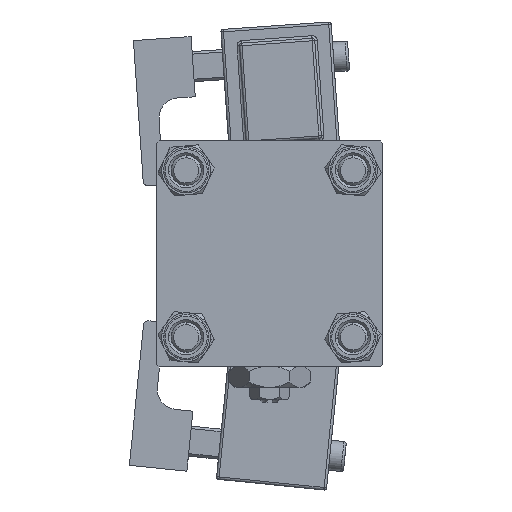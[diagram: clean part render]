
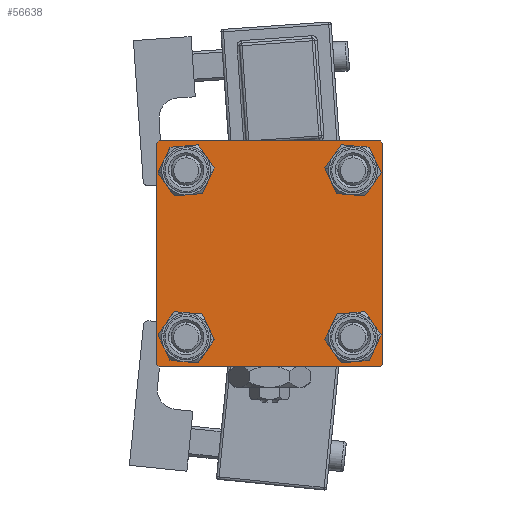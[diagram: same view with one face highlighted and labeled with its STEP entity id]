
A CAD part, left-side view. The second image highlights one B-rep face of the part: STEP entity #56638.
In plain terms, the highlighted planar face has unit normal (-1, 0, 0).
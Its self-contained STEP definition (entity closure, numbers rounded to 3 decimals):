
#150 = LINE ( 'NONE', #33459, #15330 ) ;
#1770 = CARTESIAN_POINT ( 'NONE',  ( 0., 16.6, 16.6 ) ) ;
#2060 = EDGE_CURVE ( 'NONE', #30036, #25729, #40339, .T. ) ;
#2325 = EDGE_CURVE ( 'NONE', #44420, #45700, #63402, .T. ) ;
#2820 = DIRECTION ( 'NONE',  ( 0., 0., 1. ) ) ;
#2888 = CARTESIAN_POINT ( 'NONE',  ( 0., 22.5, -22. ) ) ;
#3162 = PLANE ( 'NONE',  #9447 ) ;
#3759 = CIRCLE ( 'NONE', #51255, 3.5 ) ;
#4274 = AXIS2_PLACEMENT_3D ( 'NONE', #34012, #8814, #28529 ) ;
#5023 = DIRECTION ( 'NONE',  ( 0., 0., 1. ) ) ;
#6016 = EDGE_CURVE ( 'NONE', #7072, #44510, #31563, .T. ) ;
#7072 = VERTEX_POINT ( 'NONE', #57748 ) ;
#7653 = VECTOR ( 'NONE', #60053, 1000. ) ;
#8670 = FACE_OUTER_BOUND ( 'NONE', #26162, .T. ) ;
#8814 = DIRECTION ( 'NONE',  ( 1., 0., 0. ) ) ;
#9414 = CARTESIAN_POINT ( 'NONE',  ( 0., -22.5, 22.5 ) ) ;
#9429 = VERTEX_POINT ( 'NONE', #17847 ) ;
#9447 = AXIS2_PLACEMENT_3D ( 'NONE', #13192, #28387, #42604 ) ;
#10743 = CIRCLE ( 'NONE', #54122, 3.5 ) ;
#10989 = DIRECTION ( 'NONE',  ( 0., 0., -1. ) ) ;
#11166 = CARTESIAN_POINT ( 'NONE',  ( 0., 16.6, 16.6 ) ) ;
#11269 = VERTEX_POINT ( 'NONE', #60680 ) ;
#11283 = EDGE_CURVE ( 'NONE', #29360, #21270, #3759, .T. ) ;
#11692 = EDGE_CURVE ( 'NONE', #28859, #51351, #15857, .T. ) ;
#11907 = CARTESIAN_POINT ( 'NONE',  ( 0., -16.6, 13.1 ) ) ;
#13152 = VERTEX_POINT ( 'NONE', #2888 ) ;
#13166 = DIRECTION ( 'NONE',  ( 1., 0., 0. ) ) ;
#13192 = CARTESIAN_POINT ( 'NONE',  ( 0., 0., 0. ) ) ;
#13721 = EDGE_CURVE ( 'NONE', #45700, #44420, #59618, .T. ) ;
#14161 = AXIS2_PLACEMENT_3D ( 'NONE', #1770, #61896, #17313 ) ;
#14178 = CARTESIAN_POINT ( 'NONE',  ( 0., 22.25, -22.25 ) ) ;
#15090 = ORIENTED_EDGE ( 'NONE', *, *, #44538, .T. ) ;
#15330 = VECTOR ( 'NONE', #38964, 1000. ) ;
#15352 = ORIENTED_EDGE ( 'NONE', *, *, #17200, .T. ) ;
#15857 = LINE ( 'NONE', #17143, #41057 ) ;
#16101 = CARTESIAN_POINT ( 'NONE',  ( 0., 22.5, -22.5 ) ) ;
#16108 = CARTESIAN_POINT ( 'NONE',  ( 0., -16.6, 16.6 ) ) ;
#17143 = CARTESIAN_POINT ( 'NONE',  ( 0., 22.5, 22.5 ) ) ;
#17200 = EDGE_CURVE ( 'NONE', #25729, #42055, #150, .T. ) ;
#17313 = DIRECTION ( 'NONE',  ( 0., 0., 1. ) ) ;
#17847 = CARTESIAN_POINT ( 'NONE',  ( 0., -22.5, 22. ) ) ;
#17980 = CARTESIAN_POINT ( 'NONE',  ( 0., 16.6, 20.1 ) ) ;
#18837 = EDGE_CURVE ( 'NONE', #11269, #55797, #48432, .T. ) ;
#20627 = CARTESIAN_POINT ( 'NONE',  ( 0., 22.25, 22.25 ) ) ;
#20739 = ORIENTED_EDGE ( 'NONE', *, *, #59588, .T. ) ;
#21270 = VERTEX_POINT ( 'NONE', #37868 ) ;
#21901 = ORIENTED_EDGE ( 'NONE', *, *, #22520, .T. ) ;
#21975 = DIRECTION ( 'NONE',  ( 0., -1., 0. ) ) ;
#22149 = CARTESIAN_POINT ( 'NONE',  ( 0., -22., 22.5 ) ) ;
#22520 = EDGE_CURVE ( 'NONE', #28859, #33950, #46454, .T. ) ;
#22671 = ORIENTED_EDGE ( 'NONE', *, *, #2060, .T. ) ;
#22788 = ORIENTED_EDGE ( 'NONE', *, *, #11283, .T. ) ;
#22837 = CIRCLE ( 'NONE', #4274, 3.5 ) ;
#23224 = FACE_BOUND ( 'NONE', #34053, .T. ) ;
#23250 = DIRECTION ( 'NONE',  ( 1., 0., 0. ) ) ;
#23551 = FACE_BOUND ( 'NONE', #60135, .T. ) ;
#24801 = ORIENTED_EDGE ( 'NONE', *, *, #48090, .F. ) ;
#25729 = VERTEX_POINT ( 'NONE', #36785 ) ;
#26162 = EDGE_LOOP ( 'NONE', ( #30447, #29884, #22671, #15352, #24801, #20739, #51958, #21901 ) ) ;
#27229 = EDGE_CURVE ( 'NONE', #13152, #30036, #29688, .T. ) ;
#27687 = CIRCLE ( 'NONE', #33869, 3.5 ) ;
#27775 = CARTESIAN_POINT ( 'NONE',  ( 0., 16.6, -16.6 ) ) ;
#28264 = CARTESIAN_POINT ( 'NONE',  ( 0., -22.5, -22. ) ) ;
#28387 = DIRECTION ( 'NONE',  ( -1., 0., 0. ) ) ;
#28529 = DIRECTION ( 'NONE',  ( 0., 0., 1. ) ) ;
#28696 = EDGE_LOOP ( 'NONE', ( #54514, #42004 ) ) ;
#28859 = VERTEX_POINT ( 'NONE', #48217 ) ;
#28873 = ORIENTED_EDGE ( 'NONE', *, *, #6016, .T. ) ;
#29360 = VERTEX_POINT ( 'NONE', #53274 ) ;
#29688 = LINE ( 'NONE', #14178, #32107 ) ;
#29884 = ORIENTED_EDGE ( 'NONE', *, *, #27229, .T. ) ;
#30036 = VERTEX_POINT ( 'NONE', #60118 ) ;
#30447 = ORIENTED_EDGE ( 'NONE', *, *, #33313, .T. ) ;
#30641 = DIRECTION ( 'NONE',  ( 0., 0.707, -0.707 ) ) ;
#30943 = CARTESIAN_POINT ( 'NONE',  ( 0., -16.6, -16.6 ) ) ;
#31134 = EDGE_CURVE ( 'NONE', #55797, #11269, #10743, .T. ) ;
#31563 = CIRCLE ( 'NONE', #54256, 3.5 ) ;
#32107 = VECTOR ( 'NONE', #33894, 1000. ) ;
#33072 = VECTOR ( 'NONE', #30641, 1000. ) ;
#33313 = EDGE_CURVE ( 'NONE', #33950, #13152, #46018, .T. ) ;
#33459 = CARTESIAN_POINT ( 'NONE',  ( 0., -22.25, -22.25 ) ) ;
#33869 = AXIS2_PLACEMENT_3D ( 'NONE', #51472, #42401, #62120 ) ;
#33894 = DIRECTION ( 'NONE',  ( 0., -0.707, -0.707 ) ) ;
#33950 = VERTEX_POINT ( 'NONE', #52234 ) ;
#33978 = LINE ( 'NONE', #9414, #36074 ) ;
#34012 = CARTESIAN_POINT ( 'NONE',  ( 0., -16.6, -16.6 ) ) ;
#34053 = EDGE_LOOP ( 'NONE', ( #28873, #15090 ) ) ;
#34549 = DIRECTION ( 'NONE',  ( 0., 0., 1. ) ) ;
#35417 = DIRECTION ( 'NONE',  ( 1., 0., 0. ) ) ;
#36074 = VECTOR ( 'NONE', #10989, 1000. ) ;
#36785 = CARTESIAN_POINT ( 'NONE',  ( 0., -22., -22.5 ) ) ;
#37868 = CARTESIAN_POINT ( 'NONE',  ( 0., -16.6, -20.1 ) ) ;
#38964 = DIRECTION ( 'NONE',  ( 0., -0.707, 0.707 ) ) ;
#39184 = DIRECTION ( 'NONE',  ( 0., 0.707, 0.707 ) ) ;
#39426 = EDGE_LOOP ( 'NONE', ( #22788, #51185 ) ) ;
#40339 = LINE ( 'NONE', #16101, #7653 ) ;
#41057 = VECTOR ( 'NONE', #21975, 1000. ) ;
#41419 = ORIENTED_EDGE ( 'NONE', *, *, #31134, .T. ) ;
#42004 = ORIENTED_EDGE ( 'NONE', *, *, #2325, .T. ) ;
#42055 = VERTEX_POINT ( 'NONE', #28264 ) ;
#42401 = DIRECTION ( 'NONE',  ( 1., 0., 0. ) ) ;
#42446 = ORIENTED_EDGE ( 'NONE', *, *, #18837, .T. ) ;
#42604 = DIRECTION ( 'NONE',  ( 0., 0., 1. ) ) ;
#43259 = AXIS2_PLACEMENT_3D ( 'NONE', #62291, #13166, #2820 ) ;
#43677 = LINE ( 'NONE', #48214, #46599 ) ;
#44420 = VERTEX_POINT ( 'NONE', #58300 ) ;
#44510 = VERTEX_POINT ( 'NONE', #59585 ) ;
#44538 = EDGE_CURVE ( 'NONE', #44510, #7072, #27687, .T. ) ;
#45065 = DIRECTION ( 'NONE',  ( 0., 0., -1. ) ) ;
#45385 = CARTESIAN_POINT ( 'NONE',  ( 0., 22.5, 22.5 ) ) ;
#45700 = VERTEX_POINT ( 'NONE', #17980 ) ;
#46018 = LINE ( 'NONE', #45385, #56236 ) ;
#46454 = LINE ( 'NONE', #20627, #33072 ) ;
#46599 = VECTOR ( 'NONE', #39184, 1000. ) ;
#48090 = EDGE_CURVE ( 'NONE', #9429, #42055, #33978, .T. ) ;
#48214 = CARTESIAN_POINT ( 'NONE',  ( 0., -22.25, 22.25 ) ) ;
#48217 = CARTESIAN_POINT ( 'NONE',  ( 0., 22., 22.5 ) ) ;
#48432 = CIRCLE ( 'NONE', #43259, 3.5 ) ;
#50029 = DIRECTION ( 'NONE',  ( 1., 0., 0. ) ) ;
#50663 = DIRECTION ( 'NONE',  ( 0., 0., 1. ) ) ;
#51185 = ORIENTED_EDGE ( 'NONE', *, *, #52524, .T. ) ;
#51255 = AXIS2_PLACEMENT_3D ( 'NONE', #30943, #50029, #50663 ) ;
#51351 = VERTEX_POINT ( 'NONE', #22149 ) ;
#51472 = CARTESIAN_POINT ( 'NONE',  ( 0., 16.6, -16.6 ) ) ;
#51958 = ORIENTED_EDGE ( 'NONE', *, *, #11692, .F. ) ;
#52234 = CARTESIAN_POINT ( 'NONE',  ( 0., 22.5, 22. ) ) ;
#52524 = EDGE_CURVE ( 'NONE', #21270, #29360, #22837, .T. ) ;
#52619 = FACE_BOUND ( 'NONE', #28696, .T. ) ;
#53274 = CARTESIAN_POINT ( 'NONE',  ( 0., -16.6, -13.1 ) ) ;
#54122 = AXIS2_PLACEMENT_3D ( 'NONE', #16108, #63962, #34549 ) ;
#54256 = AXIS2_PLACEMENT_3D ( 'NONE', #27775, #23250, #5023 ) ;
#54514 = ORIENTED_EDGE ( 'NONE', *, *, #13721, .T. ) ;
#55113 = DIRECTION ( 'NONE',  ( 0., 0., 1. ) ) ;
#55797 = VERTEX_POINT ( 'NONE', #11907 ) ;
#56236 = VECTOR ( 'NONE', #45065, 1000. ) ;
#56638 = ADVANCED_FACE ( 'NONE', ( #23551, #62962, #23224, #52619, #8670 ), #3162, .T. ) ;
#57748 = CARTESIAN_POINT ( 'NONE',  ( 0., 16.6, -13.1 ) ) ;
#58300 = CARTESIAN_POINT ( 'NONE',  ( 0., 16.6, 13.1 ) ) ;
#59301 = AXIS2_PLACEMENT_3D ( 'NONE', #11166, #35417, #55113 ) ;
#59585 = CARTESIAN_POINT ( 'NONE',  ( 0., 16.6, -20.1 ) ) ;
#59588 = EDGE_CURVE ( 'NONE', #9429, #51351, #43677, .T. ) ;
#59618 = CIRCLE ( 'NONE', #14161, 3.5 ) ;
#60053 = DIRECTION ( 'NONE',  ( 0., -1., 0. ) ) ;
#60118 = CARTESIAN_POINT ( 'NONE',  ( 0., 22., -22.5 ) ) ;
#60135 = EDGE_LOOP ( 'NONE', ( #42446, #41419 ) ) ;
#60680 = CARTESIAN_POINT ( 'NONE',  ( 0., -16.6, 20.1 ) ) ;
#61896 = DIRECTION ( 'NONE',  ( 1., 0., 0. ) ) ;
#62120 = DIRECTION ( 'NONE',  ( 0., 0., 1. ) ) ;
#62291 = CARTESIAN_POINT ( 'NONE',  ( 0., -16.6, 16.6 ) ) ;
#62962 = FACE_BOUND ( 'NONE', #39426, .T. ) ;
#63402 = CIRCLE ( 'NONE', #59301, 3.5 ) ;
#63962 = DIRECTION ( 'NONE',  ( 1., 0., 0. ) ) ;
